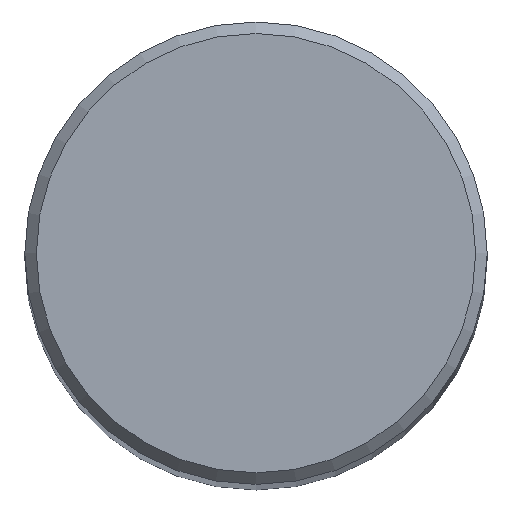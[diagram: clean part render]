
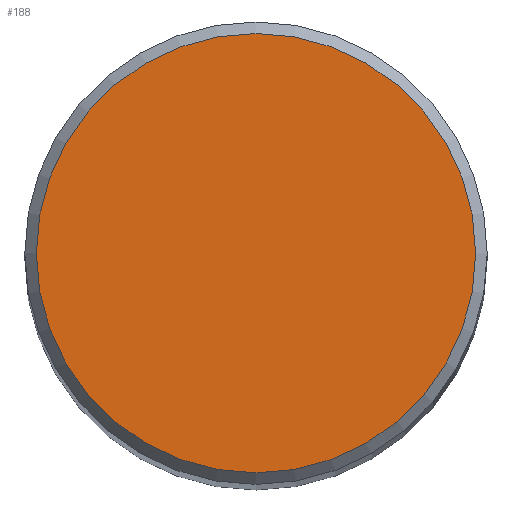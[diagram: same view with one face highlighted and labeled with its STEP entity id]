
A CAD part, top view. The second image highlights one B-rep face of the part: STEP entity #188.
In plain terms, the highlighted free-form (B-spline) face has degree [1, 1] with [2, 2] control points.
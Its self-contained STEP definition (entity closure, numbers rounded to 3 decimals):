
#188 = ADVANCED_FACE('', (#189), #200, .T.);
#189 = FACE_OUTER_BOUND('', #190, .T.);
#190 = EDGE_LOOP('', (#191));
#191 = ORIENTED_EDGE('', *, *, #192, .T.);
#192 = EDGE_CURVE('', #193, #193, #195, .T.);
#193 = VERTEX_POINT('', #194);
#194 = CARTESIAN_POINT('', (-2.85, 0., 0.));
#195 = CIRCLE('', #196, 2.85);
#196 = AXIS2_PLACEMENT_3D('', #197, #198, #199);
#197 = CARTESIAN_POINT('', (0., 0., 0.));
#198 = DIRECTION('', (0., 0., 1.));
#199 = DIRECTION('', (-1., 0., 0.));
#200 = B_SPLINE_SURFACE_WITH_KNOTS('', 1, 1, ((#201, #202), (#203, #204)), .UNSPECIFIED., .F., .F., .U., (2, 2), (2, 2), (-2.851, 2.851), (-2.851, 2.851), .UNSPECIFIED.);
#201 = CARTESIAN_POINT('', (-2.851, -2.851, 0.));
#202 = CARTESIAN_POINT('', (-2.851, 2.851, 0.));
#203 = CARTESIAN_POINT('', (2.851, -2.851, 0.));
#204 = CARTESIAN_POINT('', (2.851, 2.851, 0.));
